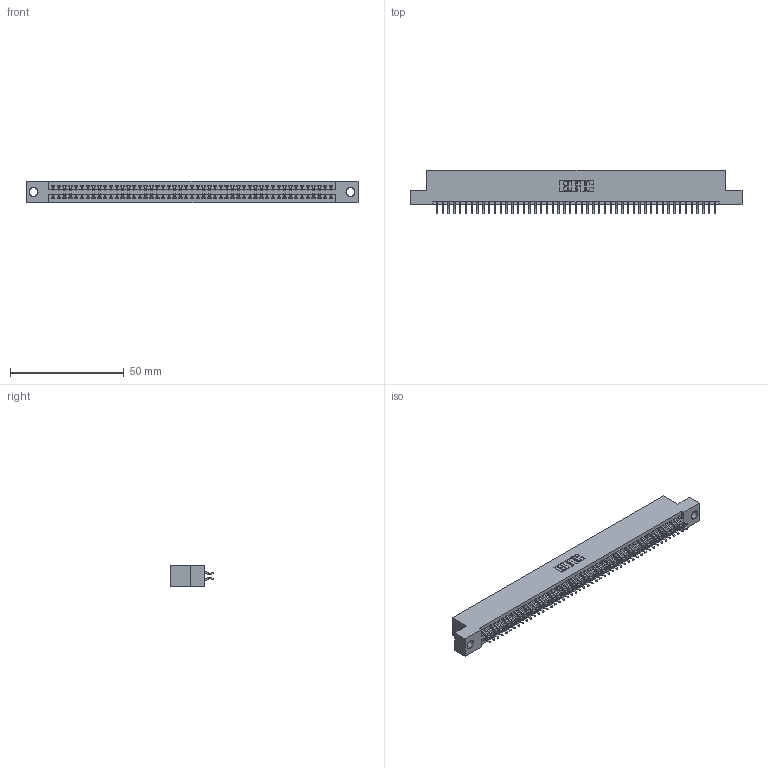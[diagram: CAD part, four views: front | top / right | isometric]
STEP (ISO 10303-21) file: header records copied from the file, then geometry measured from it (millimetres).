
FILE_DESCRIPTION (( 'STEP AP203' ), '1' );
FILE_NAME ('395-098-556-204.STEP', '2021-06-17T12:58:56', ( '' ), ( '' ), 'SwSTEP 2.0', 'SolidWorks 2020', '' );
FILE_SCHEMA (( 'CONFIG_CONTROL_DESIGN' ));
Length unit declared in the file: inch
Products named in the file (3): 395-098-556-204; 345 Part_Flush Mounting Lugs - 0.156 Dia-TI; 345-292-001_556 Tail
Assembly tree (99 placements, depth 2):
  395-098-556-204
    345 Part_Flush Mounting Lugs - 0.156 Dia-TI
    345-292-001_556 Tail  x98
Bounding box: 145.67 x 19.24 x 9.4 mm (x, y, z)
Volume: 14105.6 mm3; surface area: 20751.8 mm2
Topology: 99 solids, 99 shells, 5628 faces, 16743 edges, 11030 vertices
Faces by surface type: plane 3720, cylinder 1908
Entity records: 38143 total; most frequent: CARTESIAN_POINT 6406, ORIENTED_EDGE 6326, DIRECTION 5627, EDGE_CURVE 3163, VECTOR 2827, LINE 2827, VERTEX_POINT 2106, AXIS2_PLACEMENT_3D 1400
